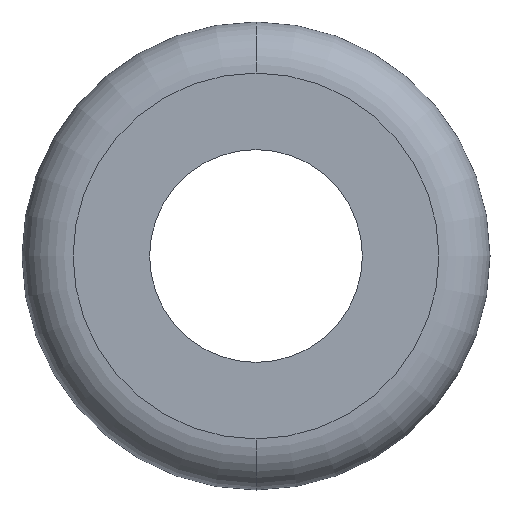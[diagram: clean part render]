
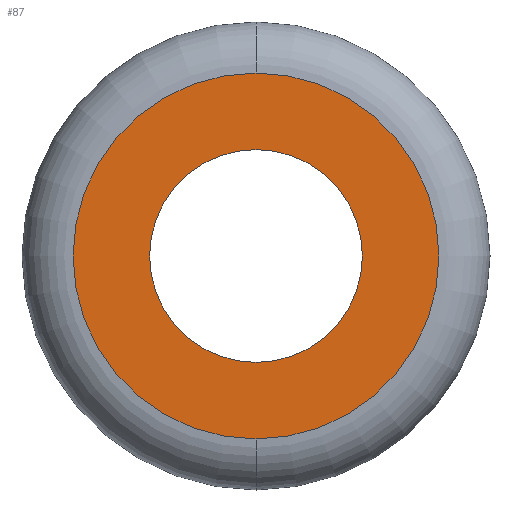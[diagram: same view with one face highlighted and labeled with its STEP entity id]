
A CAD part, front view. The second image highlights one B-rep face of the part: STEP entity #87.
In plain terms, the highlighted planar face has unit normal (0, -1, 0).
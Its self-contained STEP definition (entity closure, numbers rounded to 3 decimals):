
#87 = ADVANCED_FACE ( 'NONE', ( #363, #362 ), #361, .F. ) ;
#88 = EDGE_LOOP ( 'NONE', ( #89, #91 ) ) ;
#89 = ORIENTED_EDGE ( 'NONE', *, *, #90, .T. ) ;
#90 = EDGE_CURVE ( 'NONE', #153, #142, #356, .T. ) ;
#91 = ORIENTED_EDGE ( 'NONE', *, *, #156, .T. ) ;
#92 = EDGE_LOOP ( 'NONE', ( #93, #95 ) ) ;
#93 = ORIENTED_EDGE ( 'NONE', *, *, #94, .F. ) ;
#94 = EDGE_CURVE ( 'NONE', #112, #109, #351, .T. ) ;
#95 = ORIENTED_EDGE ( 'NONE', *, *, #111, .F. ) ;
#109 = VERTEX_POINT ( 'NONE', #387 ) ;
#111 = EDGE_CURVE ( 'NONE', #109, #112, #386, .T. ) ;
#112 = VERTEX_POINT ( 'NONE', #381 ) ;
#142 = VERTEX_POINT ( 'NONE', #305 ) ;
#153 = VERTEX_POINT ( 'NONE', #272 ) ;
#156 = EDGE_CURVE ( 'NONE', #142, #153, #458, .T. ) ;
#272 = CARTESIAN_POINT ( 'NONE',  ( 0., 0., 4.3 ) ) ;
#305 = CARTESIAN_POINT ( 'NONE',  ( 0., 0., -4.3 ) ) ;
#347 = DIRECTION ( 'NONE',  ( 0., 0., -1. ) ) ;
#348 = DIRECTION ( 'NONE',  ( 0., -1., 0. ) ) ;
#349 = CARTESIAN_POINT ( 'NONE',  ( 0., 0., 0. ) ) ;
#350 = AXIS2_PLACEMENT_3D ( 'NONE', #349, #348, #347 ) ;
#351 = CIRCLE ( 'NONE', #350, 2.5 ) ;
#352 = DIRECTION ( 'NONE',  ( 0., 0., 1. ) ) ;
#353 = DIRECTION ( 'NONE',  ( 0., -1., 0. ) ) ;
#354 = CARTESIAN_POINT ( 'NONE',  ( 0., 0., 0. ) ) ;
#355 = AXIS2_PLACEMENT_3D ( 'NONE', #354, #353, #352 ) ;
#356 = CIRCLE ( 'NONE', #355, 4.3 ) ;
#357 = DIRECTION ( 'NONE',  ( 0., 0., 1. ) ) ;
#358 = DIRECTION ( 'NONE',  ( 0., 1., 0. ) ) ;
#359 = CARTESIAN_POINT ( 'NONE',  ( -2.5, 0., 0. ) ) ;
#360 = AXIS2_PLACEMENT_3D ( 'NONE', #359, #358, #357 ) ;
#361 = PLANE ( 'NONE',  #360 ) ;
#362 = FACE_BOUND ( 'NONE', #92, .T. ) ;
#363 = FACE_OUTER_BOUND ( 'NONE', #88, .T. ) ;
#381 = CARTESIAN_POINT ( 'NONE',  ( 0., 0., -2.5 ) ) ;
#382 = DIRECTION ( 'NONE',  ( 0., 0., -1. ) ) ;
#383 = DIRECTION ( 'NONE',  ( 0., -1., 0. ) ) ;
#384 = CARTESIAN_POINT ( 'NONE',  ( 0., 0., 0. ) ) ;
#385 = AXIS2_PLACEMENT_3D ( 'NONE', #384, #383, #382 ) ;
#386 = CIRCLE ( 'NONE', #385, 2.5 ) ;
#387 = CARTESIAN_POINT ( 'NONE',  ( 0., 0., 2.5 ) ) ;
#454 = DIRECTION ( 'NONE',  ( 0., 0., 1. ) ) ;
#455 = DIRECTION ( 'NONE',  ( 0., -1., 0. ) ) ;
#456 = CARTESIAN_POINT ( 'NONE',  ( 0., 0., 0. ) ) ;
#457 = AXIS2_PLACEMENT_3D ( 'NONE', #456, #455, #454 ) ;
#458 = CIRCLE ( 'NONE', #457, 4.3 ) ;
